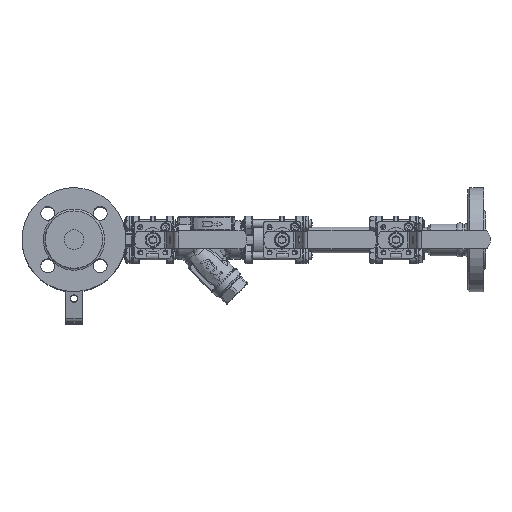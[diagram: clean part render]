
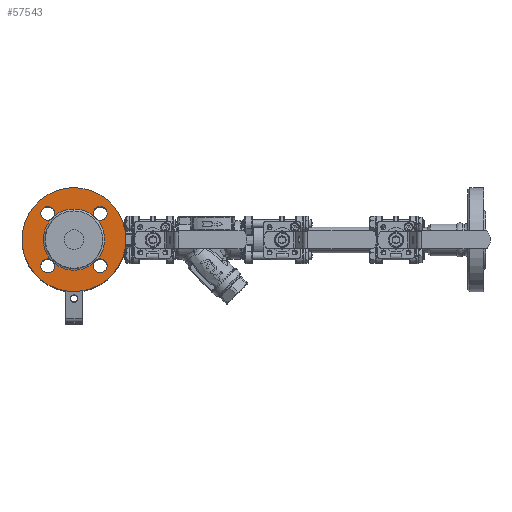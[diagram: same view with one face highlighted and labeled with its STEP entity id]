
A CAD part, top view. The second image highlights one B-rep face of the part: STEP entity #57543.
In plain terms, the highlighted planar face has unit normal (0, 0, 1).
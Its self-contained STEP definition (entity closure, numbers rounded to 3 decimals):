
#5678=FACE_BOUND('',#10845,.T.);
#5932=PLANE('',#61240);
#7242=FACE_OUTER_BOUND('',#10844,.T.);
#10844=EDGE_LOOP('',(#38614));
#10845=EDGE_LOOP('',(#38615,#38616,#38617,#38618,#38619,#38620,#38621,#38622,
#38623,#38624,#38625,#38626,#38627));
#20629=CIRCLE('',#61217,31.);
#20630=CIRCLE('',#61218,31.);
#20631=CIRCLE('',#61219,31.);
#20632=CIRCLE('',#61220,31.);
#20633=CIRCLE('',#61221,31.);
#20634=CIRCLE('',#61223,7.);
#20635=CIRCLE('',#61224,7.);
#20636=CIRCLE('',#61226,7.);
#20637=CIRCLE('',#61227,7.);
#20638=CIRCLE('',#61229,7.);
#20639=CIRCLE('',#61230,7.);
#20640=CIRCLE('',#61232,7.);
#20641=CIRCLE('',#61233,7.);
#20644=CIRCLE('',#61238,52.5);
#23953=VERTEX_POINT('',#85147);
#23954=VERTEX_POINT('',#85149);
#23955=VERTEX_POINT('',#85151);
#23956=VERTEX_POINT('',#85172);
#23957=VERTEX_POINT('',#85174);
#23958=VERTEX_POINT('',#85195);
#23959=VERTEX_POINT('',#85197);
#23960=VERTEX_POINT('',#85218);
#23961=VERTEX_POINT('',#85220);
#23962=VERTEX_POINT('',#85243);
#23963=VERTEX_POINT('',#85248);
#23964=VERTEX_POINT('',#85253);
#23965=VERTEX_POINT('',#85258);
#23968=VERTEX_POINT('',#85269);
#29479=EDGE_CURVE('',#23953,#23954,#20629,.T.);
#29481=EDGE_CURVE('',#23955,#23956,#20630,.T.);
#29483=EDGE_CURVE('',#23957,#23958,#20631,.T.);
#29485=EDGE_CURVE('',#23959,#23960,#20632,.T.);
#29487=EDGE_CURVE('',#23961,#23953,#20633,.T.);
#29488=EDGE_CURVE('',#23957,#23962,#20634,.T.);
#29489=EDGE_CURVE('',#23962,#23956,#20635,.T.);
#29491=EDGE_CURVE('',#23959,#23963,#20636,.T.);
#29492=EDGE_CURVE('',#23963,#23958,#20637,.T.);
#29494=EDGE_CURVE('',#23961,#23964,#20638,.T.);
#29495=EDGE_CURVE('',#23964,#23960,#20639,.T.);
#29497=EDGE_CURVE('',#23955,#23965,#20640,.T.);
#29498=EDGE_CURVE('',#23965,#23954,#20641,.T.);
#29504=EDGE_CURVE('',#23968,#23968,#20644,.T.);
#38614=ORIENTED_EDGE('',*,*,#29504,.F.);
#38615=ORIENTED_EDGE('',*,*,#29485,.F.);
#38616=ORIENTED_EDGE('',*,*,#29491,.T.);
#38617=ORIENTED_EDGE('',*,*,#29492,.T.);
#38618=ORIENTED_EDGE('',*,*,#29483,.F.);
#38619=ORIENTED_EDGE('',*,*,#29488,.T.);
#38620=ORIENTED_EDGE('',*,*,#29489,.T.);
#38621=ORIENTED_EDGE('',*,*,#29481,.F.);
#38622=ORIENTED_EDGE('',*,*,#29497,.T.);
#38623=ORIENTED_EDGE('',*,*,#29498,.T.);
#38624=ORIENTED_EDGE('',*,*,#29479,.F.);
#38625=ORIENTED_EDGE('',*,*,#29487,.F.);
#38626=ORIENTED_EDGE('',*,*,#29494,.T.);
#38627=ORIENTED_EDGE('',*,*,#29495,.T.);
#57543=ADVANCED_FACE('',(#7242,#5678),#5932,.F.);
#61217=AXIS2_PLACEMENT_3D('',#85150,#68257,#68258);
#61218=AXIS2_PLACEMENT_3D('',#85173,#68259,#68260);
#61219=AXIS2_PLACEMENT_3D('',#85196,#68261,#68262);
#61220=AXIS2_PLACEMENT_3D('',#85219,#68263,#68264);
#61221=AXIS2_PLACEMENT_3D('',#85241,#68265,#68266);
#61223=AXIS2_PLACEMENT_3D('',#85244,#68269,#68270);
#61224=AXIS2_PLACEMENT_3D('',#85245,#68271,#68272);
#61226=AXIS2_PLACEMENT_3D('',#85249,#68276,#68277);
#61227=AXIS2_PLACEMENT_3D('',#85250,#68278,#68279);
#61229=AXIS2_PLACEMENT_3D('',#85254,#68283,#68284);
#61230=AXIS2_PLACEMENT_3D('',#85255,#68285,#68286);
#61232=AXIS2_PLACEMENT_3D('',#85259,#68290,#68291);
#61233=AXIS2_PLACEMENT_3D('',#85260,#68292,#68293);
#61238=AXIS2_PLACEMENT_3D('',#85271,#68305,#68306);
#61240=AXIS2_PLACEMENT_3D('',#85273,#68309,#68310);
#68257=DIRECTION('center_axis',(0.,0.,
1.));
#68258=DIRECTION('ref_axis',(1.,0.,0.));
#68259=DIRECTION('center_axis',(0.,0.,
1.));
#68260=DIRECTION('ref_axis',(1.,0.,0.));
#68261=DIRECTION('center_axis',(0.,0.,
1.));
#68262=DIRECTION('ref_axis',(1.,0.,0.));
#68263=DIRECTION('center_axis',(0.,0.,
1.));
#68264=DIRECTION('ref_axis',(1.,0.,0.));
#68265=DIRECTION('center_axis',(0.,0.,
1.));
#68266=DIRECTION('ref_axis',(1.,0.,0.));
#68269=DIRECTION('center_axis',(0.,0.,
-1.));
#68270=DIRECTION('ref_axis',(0.,-1.,0.));
#68271=DIRECTION('center_axis',(0.,0.,
-1.));
#68272=DIRECTION('ref_axis',(0.,-1.,0.));
#68276=DIRECTION('center_axis',(0.,0.,
-1.));
#68277=DIRECTION('ref_axis',(1.,0.,0.));
#68278=DIRECTION('center_axis',(0.,0.,
-1.));
#68279=DIRECTION('ref_axis',(1.,0.,0.));
#68283=DIRECTION('center_axis',(0.,0.,
-1.));
#68284=DIRECTION('ref_axis',(0.,1.,0.));
#68285=DIRECTION('center_axis',(0.,0.,
-1.));
#68286=DIRECTION('ref_axis',(0.,1.,0.));
#68290=DIRECTION('center_axis',(0.,0.,
-1.));
#68291=DIRECTION('ref_axis',(-1.,0.,0.));
#68292=DIRECTION('center_axis',(0.,0.,
-1.));
#68293=DIRECTION('ref_axis',(-1.,0.,0.));
#68305=DIRECTION('center_axis',(0.,0.,
-1.));
#68306=DIRECTION('ref_axis',(1.,0.,0.));
#68309=DIRECTION('center_axis',(0.,0.,
-1.));
#68310=DIRECTION('ref_axis',(1.,0.,0.));
#85147=CARTESIAN_POINT('',(-176.036,18.833,177.983));
#85149=CARTESIAN_POINT('',(-168.562,-1.355,177.983));
#85150=CARTESIAN_POINT('Origin',(-145.036,18.833,177.983));
#85151=CARTESIAN_POINT('',(-165.223,-4.693,177.983));
#85172=CARTESIAN_POINT('',(-124.848,-4.693,177.983));
#85173=CARTESIAN_POINT('Origin',(-145.036,18.833,177.983));
#85174=CARTESIAN_POINT('',(-121.51,-1.355,177.983));
#85195=CARTESIAN_POINT('',(-121.51,39.02,177.983));
#85196=CARTESIAN_POINT('Origin',(-145.036,18.833,177.983));
#85197=CARTESIAN_POINT('',(-124.848,42.358,177.983));
#85218=CARTESIAN_POINT('',(-165.223,42.358,177.983));
#85219=CARTESIAN_POINT('Origin',(-145.036,18.833,177.983));
#85220=CARTESIAN_POINT('',(-168.562,39.02,177.983));
#85241=CARTESIAN_POINT('Origin',(-145.036,18.833,177.983));
#85243=CARTESIAN_POINT('',(-118.519,-0.684,177.983));
#85244=CARTESIAN_POINT('Origin',(-118.519,-7.684,177.983));
#85245=CARTESIAN_POINT('Origin',(-118.519,-7.684,177.983));
#85248=CARTESIAN_POINT('',(-125.519,45.349,177.983));
#85249=CARTESIAN_POINT('Origin',(-118.519,45.349,177.983));
#85250=CARTESIAN_POINT('Origin',(-118.519,45.349,177.983));
#85253=CARTESIAN_POINT('',(-171.552,38.349,177.983));
#85254=CARTESIAN_POINT('Origin',(-171.552,45.349,177.983));
#85255=CARTESIAN_POINT('Origin',(-171.552,45.349,177.983));
#85258=CARTESIAN_POINT('',(-164.552,-7.684,177.983));
#85259=CARTESIAN_POINT('Origin',(-171.552,-7.684,177.983));
#85260=CARTESIAN_POINT('Origin',(-171.552,-7.684,177.983));
#85269=CARTESIAN_POINT('',(-197.536,18.833,177.983));
#85271=CARTESIAN_POINT('Origin',(-145.036,18.833,177.983));
#85273=CARTESIAN_POINT('Origin',(-145.036,18.833,177.983));
